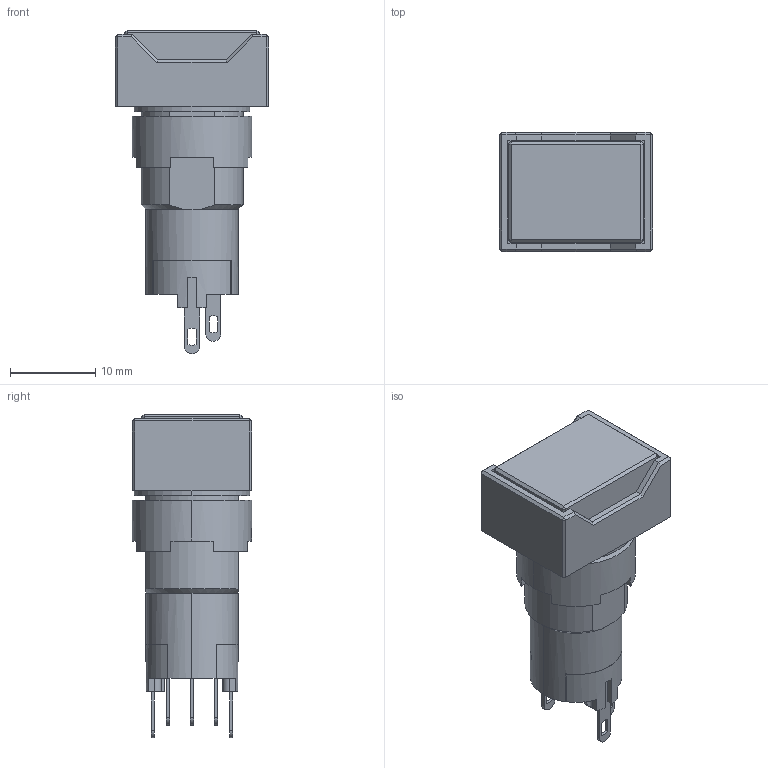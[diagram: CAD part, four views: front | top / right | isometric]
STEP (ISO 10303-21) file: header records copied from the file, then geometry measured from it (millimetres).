
FILE_DESCRIPTION (( 'STEP AP214' ), '1' );
FILE_NAME ('05_AL2H-[M][A]11(P)$.STEP', '2020-10-26T01:40:22', ( 'IDEC' ), ( 'IDEC' ), 'SwSTEP 2.0', 'SolidWorks 2019', '' );
FILE_SCHEMA (( 'AUTOMOTIVE_DESIGN' ));
Length unit declared in the file: millimetre
Products named in the file (5): A2-OPERATOR-H; 05_AL2H-[M][A]11(P)$; A2-ILL-BASE_1C; A2-BODY-H; A2-LOCK-NUT
Assembly tree (4 placements, depth 2):
  05_AL2H-[M][A]11(P)$
    A2-BODY-H
    A2-OPERATOR-H
    A2-ILL-BASE_1C
    A2-LOCK-NUT
Bounding box: 18 x 14 x 38 mm (x, y, z)
Volume: 4234.5 mm3; surface area: 3656.8 mm2
Topology: 4 solids, 4 shells, 204 faces, 536 edges, 345 vertices
Faces by surface type: plane 146, cylinder 53, cone 5
Entity records: 6475 total; most frequent: CARTESIAN_POINT 1128, DIRECTION 1083, ORIENTED_EDGE 1072, EDGE_CURVE 536, LINE 387, VECTOR 387, AXIS2_PLACEMENT_3D 348, VERTEX_POINT 345
